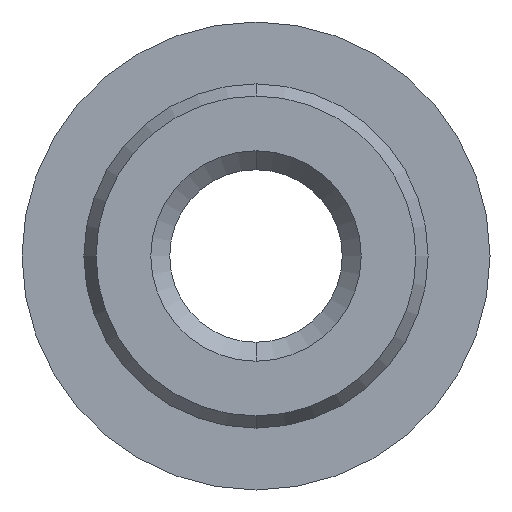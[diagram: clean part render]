
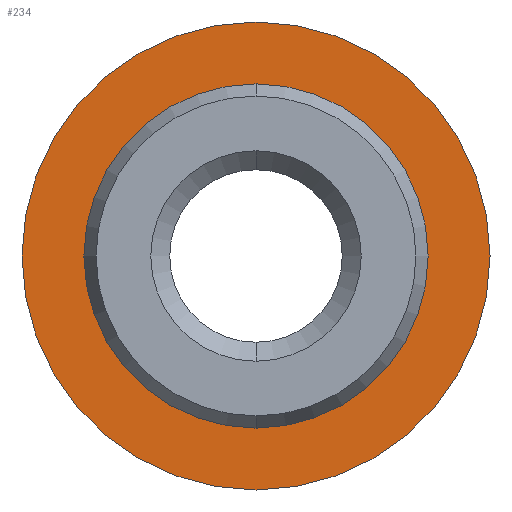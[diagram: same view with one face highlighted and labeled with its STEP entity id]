
A CAD part, front view. The second image highlights one B-rep face of the part: STEP entity #234.
In plain terms, the highlighted planar face has unit normal (0, -1, 0).
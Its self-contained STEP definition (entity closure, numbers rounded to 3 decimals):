
#5 = AXIS2_PLACEMENT_3D ( 'NONE', #72, #403, #365 ) ;
#10 = ORIENTED_EDGE ( 'NONE', *, *, #500, .T. ) ;
#25 = CARTESIAN_POINT ( 'NONE',  ( 2.045, 0., 0. ) ) ;
#37 = DIRECTION ( 'NONE',  ( 0., 0., 1. ) ) ;
#55 = EDGE_LOOP ( 'NONE', ( #57, #105 ) ) ;
#57 = ORIENTED_EDGE ( 'NONE', *, *, #505, .F. ) ;
#72 = CARTESIAN_POINT ( 'NONE',  ( 0., 0., 0. ) ) ;
#76 = VERTEX_POINT ( 'NONE', #278 ) ;
#87 = CARTESIAN_POINT ( 'NONE',  ( 0., 0., 2.045 ) ) ;
#100 = VERTEX_POINT ( 'NONE', #368 ) ;
#104 = AXIS2_PLACEMENT_3D ( 'NONE', #25, #268, #276 ) ;
#105 = ORIENTED_EDGE ( 'NONE', *, *, #402, .F. ) ;
#111 = DIRECTION ( 'NONE',  ( 0., 0., 1. ) ) ;
#126 = VERTEX_POINT ( 'NONE', #87 ) ;
#133 = DIRECTION ( 'NONE',  ( 0., 0., 1. ) ) ;
#137 = FACE_BOUND ( 'NONE', #419, .T. ) ;
#146 = FACE_OUTER_BOUND ( 'NONE', #55, .T. ) ;
#170 = VERTEX_POINT ( 'NONE', #512 ) ;
#177 = CIRCLE ( 'NONE', #248, 2.045 ) ;
#226 = EDGE_CURVE ( 'NONE', #76, #126, #177, .T. ) ;
#234 = ADVANCED_FACE ( 'NONE', ( #146, #137 ), #410, .F. ) ;
#248 = AXIS2_PLACEMENT_3D ( 'NONE', #355, #515, #133 ) ;
#268 = DIRECTION ( 'NONE',  ( 0., 1., 0. ) ) ;
#276 = DIRECTION ( 'NONE',  ( 0., 0., 1. ) ) ;
#278 = CARTESIAN_POINT ( 'NONE',  ( 0., 0., -2.045 ) ) ;
#281 = CIRCLE ( 'NONE', #343, 2.78 ) ;
#334 = AXIS2_PLACEMENT_3D ( 'NONE', #489, #522, #111 ) ;
#343 = AXIS2_PLACEMENT_3D ( 'NONE', #454, #466, #37 ) ;
#344 = CIRCLE ( 'NONE', #5, 2.045 ) ;
#355 = CARTESIAN_POINT ( 'NONE',  ( 0., 0., 0. ) ) ;
#362 = CIRCLE ( 'NONE', #334, 2.78 ) ;
#365 = DIRECTION ( 'NONE',  ( 0., 0., 1. ) ) ;
#368 = CARTESIAN_POINT ( 'NONE',  ( 0., 0., -2.78 ) ) ;
#402 = EDGE_CURVE ( 'NONE', #100, #170, #281, .T. ) ;
#403 = DIRECTION ( 'NONE',  ( 0., 1., 0. ) ) ;
#410 = PLANE ( 'NONE',  #104 ) ;
#419 = EDGE_LOOP ( 'NONE', ( #10, #436 ) ) ;
#436 = ORIENTED_EDGE ( 'NONE', *, *, #226, .T. ) ;
#454 = CARTESIAN_POINT ( 'NONE',  ( 0., 0., 0. ) ) ;
#466 = DIRECTION ( 'NONE',  ( 0., 1., 0. ) ) ;
#489 = CARTESIAN_POINT ( 'NONE',  ( 0., 0., 0. ) ) ;
#500 = EDGE_CURVE ( 'NONE', #126, #76, #344, .T. ) ;
#505 = EDGE_CURVE ( 'NONE', #170, #100, #362, .T. ) ;
#512 = CARTESIAN_POINT ( 'NONE',  ( 0., 0., 2.78 ) ) ;
#515 = DIRECTION ( 'NONE',  ( 0., 1., 0. ) ) ;
#522 = DIRECTION ( 'NONE',  ( 0., 1., 0. ) ) ;
